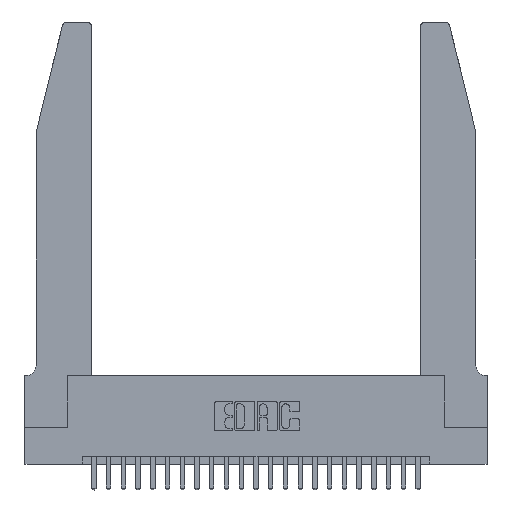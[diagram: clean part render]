
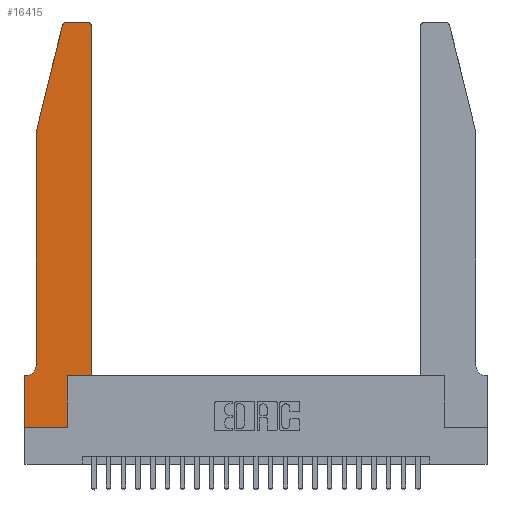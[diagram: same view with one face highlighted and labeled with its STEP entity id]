
A CAD part, top view. The second image highlights one B-rep face of the part: STEP entity #16415.
In plain terms, the highlighted planar face has unit normal (0, 0, 1).
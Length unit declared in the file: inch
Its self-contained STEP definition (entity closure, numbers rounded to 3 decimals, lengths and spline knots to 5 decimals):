
#156 = CARTESIAN_POINT ( 'NONE',  ( 0.284, 2.75, 0.37 ) ) ;
#427 = EDGE_CURVE ( 'NONE', #468, #12879, #13923, .T. ) ;
#468 = VERTEX_POINT ( 'NONE', #13356 ) ;
#614 = VECTOR ( 'NONE', #25222, 39.37008 ) ;
#671 = CARTESIAN_POINT ( 'NONE',  ( 0.4505, 2.72, 0.37 ) ) ;
#878 = VERTEX_POINT ( 'NONE', #16798 ) ;
#928 = VERTEX_POINT ( 'NONE', #18616 ) ;
#1114 = DIRECTION ( 'NONE',  ( 1., 0., 0. ) ) ;
#1319 = CARTESIAN_POINT ( 'NONE',  ( 0.4205, 2.72, 0.37 ) ) ;
#1623 = DIRECTION ( 'NONE',  ( 1., 0., 0. ) ) ;
#1841 = ORIENTED_EDGE ( 'NONE', *, *, #15114, .T. ) ;
#1877 = LINE ( 'NONE', #23272, #614 ) ;
#2913 = ORIENTED_EDGE ( 'NONE', *, *, #3500, .T. ) ;
#2986 = DIRECTION ( 'NONE',  ( 0., 1., 0. ) ) ;
#3020 = DIRECTION ( 'NONE',  ( -1., 0., 0. ) ) ;
#3443 = EDGE_CURVE ( 'NONE', #878, #4217, #13135, .T. ) ;
#3500 = EDGE_CURVE ( 'NONE', #25054, #15325, #21174, .T. ) ;
#3646 = CARTESIAN_POINT ( 'NONE',  ( 0., 0.35, 0.37 ) ) ;
#3853 = ORIENTED_EDGE ( 'NONE', *, *, #23573, .T. ) ;
#4212 = ORIENTED_EDGE ( 'NONE', *, *, #427, .T. ) ;
#4217 = VERTEX_POINT ( 'NONE', #156 ) ;
#4401 = AXIS2_PLACEMENT_3D ( 'NONE', #6817, #22597, #10782 ) ;
#4895 = CIRCLE ( 'NONE', #4401, 0.03 ) ;
#5121 = CARTESIAN_POINT ( 'NONE',  ( 0., 0., 0.37 ) ) ;
#5221 = AXIS2_PLACEMENT_3D ( 'NONE', #3646, #13652, #13401 ) ;
#5454 = LINE ( 'NONE', #22364, #10384 ) ;
#5779 = VECTOR ( 'NONE', #20397, 39.37008 ) ;
#6208 = CARTESIAN_POINT ( 'NONE',  ( 0.4505, 0.35, 0.37 ) ) ;
#6360 = DIRECTION ( 'NONE',  ( 0., 0., -1. ) ) ;
#6633 = EDGE_CURVE ( 'NONE', #12879, #17075, #1877, .T. ) ;
#6817 = CARTESIAN_POINT ( 'NONE',  ( 0.284, 2.72, 0.37 ) ) ;
#7495 = CARTESIAN_POINT ( 'NONE',  ( 0.2865, 0.35, 0.37 ) ) ;
#7499 = CARTESIAN_POINT ( 'NONE',  ( 0.0755, 2., 0.37 ) ) ;
#7549 = ORIENTED_EDGE ( 'NONE', *, *, #18496, .T. ) ;
#7648 = VECTOR ( 'NONE', #3020, 39.37008 ) ;
#8351 = CARTESIAN_POINT ( 'NONE',  ( 0.0755, 2., 0.37 ) ) ;
#8811 = ORIENTED_EDGE ( 'NONE', *, *, #18254, .T. ) ;
#9827 = CIRCLE ( 'NONE', #13815, 0.07 ) ;
#10321 = DIRECTION ( 'NONE',  ( -1., 0., 0. ) ) ;
#10384 = VECTOR ( 'NONE', #10544, 39.37008 ) ;
#10544 = DIRECTION ( 'NONE',  ( 0., -1., 0. ) ) ;
#10603 = CARTESIAN_POINT ( 'NONE',  ( 0.25487, 2.72718, 0.37 ) ) ;
#10782 = DIRECTION ( 'NONE',  ( 1., 0., 0. ) ) ;
#10854 = VERTEX_POINT ( 'NONE', #10603 ) ;
#10891 = CARTESIAN_POINT ( 'NONE',  ( 0.0755, 2., 0.37 ) ) ;
#11029 = LINE ( 'NONE', #10891, #5779 ) ;
#11051 = LINE ( 'NONE', #17795, #7648 ) ;
#12069 = CARTESIAN_POINT ( 'NONE',  ( 0., 0.35, 0.37 ) ) ;
#12522 = CIRCLE ( 'NONE', #16781, 0.03 ) ;
#12833 = VERTEX_POINT ( 'NONE', #25288 ) ;
#12879 = VERTEX_POINT ( 'NONE', #6208 ) ;
#12919 = CARTESIAN_POINT ( 'NONE',  ( 0.4505, 0.35, 0.37 ) ) ;
#12977 = ORIENTED_EDGE ( 'NONE', *, *, #17880, .T. ) ;
#13010 = VECTOR ( 'NONE', #1114, 39.37008 ) ;
#13135 = LINE ( 'NONE', #13707, #18090 ) ;
#13356 = CARTESIAN_POINT ( 'NONE',  ( 0.2865, 0.35, 0.37 ) ) ;
#13401 = DIRECTION ( 'NONE',  ( 1., 0., 0. ) ) ;
#13513 = VECTOR ( 'NONE', #2986, 39.37008 ) ;
#13652 = DIRECTION ( 'NONE',  ( 0., 0., 1. ) ) ;
#13707 = CARTESIAN_POINT ( 'NONE',  ( 0.2605, 2.75, 0.37 ) ) ;
#13720 = FACE_OUTER_BOUND ( 'NONE', #18089, .T. ) ;
#13815 = AXIS2_PLACEMENT_3D ( 'NONE', #24019, #6360, #10321 ) ;
#13923 = LINE ( 'NONE', #12919, #13010 ) ;
#14943 = DIRECTION ( 'NONE',  ( 0., 0., 1. ) ) ;
#15042 = EDGE_CURVE ( 'NONE', #23543, #25054, #5454, .T. ) ;
#15114 = EDGE_CURVE ( 'NONE', #17075, #878, #12522, .T. ) ;
#15290 = VECTOR ( 'NONE', #22873, 39.37008 ) ;
#15325 = VERTEX_POINT ( 'NONE', #19003 ) ;
#16002 = ORIENTED_EDGE ( 'NONE', *, *, #23772, .T. ) ;
#16415 = ADVANCED_FACE ( 'NONE', ( #13720 ), #22917, .T. ) ;
#16781 = AXIS2_PLACEMENT_3D ( 'NONE', #1319, #14943, #19371 ) ;
#16798 = CARTESIAN_POINT ( 'NONE',  ( 0.4205, 2.75, 0.37 ) ) ;
#16803 = ORIENTED_EDGE ( 'NONE', *, *, #3443, .T. ) ;
#17075 = VERTEX_POINT ( 'NONE', #671 ) ;
#17795 = CARTESIAN_POINT ( 'NONE',  ( 0.0755, 0.35, 0.37 ) ) ;
#17802 = VERTEX_POINT ( 'NONE', #8351 ) ;
#17880 = EDGE_CURVE ( 'NONE', #12833, #928, #9827, .T. ) ;
#18089 = EDGE_LOOP ( 'NONE', ( #16803, #7549, #19065, #16002, #12977, #3853, #25336, #2913, #8811, #4212, #21720, #1841 ) ) ;
#18090 = VECTOR ( 'NONE', #21643, 39.37008 ) ;
#18254 = EDGE_CURVE ( 'NONE', #15325, #468, #18782, .T. ) ;
#18496 = EDGE_CURVE ( 'NONE', #4217, #10854, #4895, .T. ) ;
#18616 = CARTESIAN_POINT ( 'NONE',  ( 0.0055, 0.35, 0.37 ) ) ;
#18782 = LINE ( 'NONE', #7495, #13513 ) ;
#19003 = CARTESIAN_POINT ( 'NONE',  ( 0.2865, 0., 0.37 ) ) ;
#19065 = ORIENTED_EDGE ( 'NONE', *, *, #20283, .T. ) ;
#19371 = DIRECTION ( 'NONE',  ( 1., 0., 0. ) ) ;
#20245 = VECTOR ( 'NONE', #1623, 39.37008 ) ;
#20283 = EDGE_CURVE ( 'NONE', #10854, #17802, #11029, .T. ) ;
#20397 = DIRECTION ( 'NONE',  ( -0.239, -0.971, 0. ) ) ;
#21174 = LINE ( 'NONE', #21363, #20245 ) ;
#21363 = CARTESIAN_POINT ( 'NONE',  ( 0., 0., 0.37 ) ) ;
#21643 = DIRECTION ( 'NONE',  ( -1., 0., 0. ) ) ;
#21720 = ORIENTED_EDGE ( 'NONE', *, *, #6633, .T. ) ;
#22364 = CARTESIAN_POINT ( 'NONE',  ( 0., 0., 0.37 ) ) ;
#22597 = DIRECTION ( 'NONE',  ( 0., 0., 1. ) ) ;
#22873 = DIRECTION ( 'NONE',  ( 0., -1., 0. ) ) ;
#22917 = PLANE ( 'NONE',  #5221 ) ;
#23272 = CARTESIAN_POINT ( 'NONE',  ( 0.4505, 0.35, 0.37 ) ) ;
#23543 = VERTEX_POINT ( 'NONE', #12069 ) ;
#23573 = EDGE_CURVE ( 'NONE', #928, #23543, #11051, .T. ) ;
#23772 = EDGE_CURVE ( 'NONE', #17802, #12833, #24814, .T. ) ;
#24019 = CARTESIAN_POINT ( 'NONE',  ( 0.0055, 0.42, 0.37 ) ) ;
#24814 = LINE ( 'NONE', #7499, #15290 ) ;
#25054 = VERTEX_POINT ( 'NONE', #5121 ) ;
#25222 = DIRECTION ( 'NONE',  ( 0., 1., 0. ) ) ;
#25288 = CARTESIAN_POINT ( 'NONE',  ( 0.0755, 0.42, 0.37 ) ) ;
#25336 = ORIENTED_EDGE ( 'NONE', *, *, #15042, .T. ) ;
